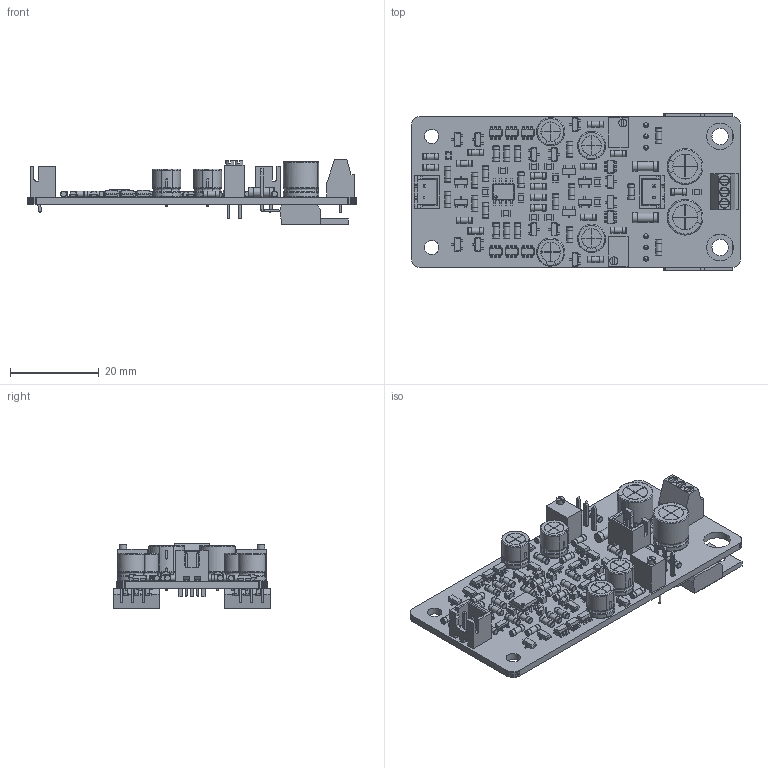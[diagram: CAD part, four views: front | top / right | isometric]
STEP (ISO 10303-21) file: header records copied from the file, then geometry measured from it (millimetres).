
FILE_DESCRIPTION(('KiCad electronic assembly'),'2;1');
FILE_NAME('Mirza-Board.step','2023-09-28T16:58:24',('Pcbnew'),('Kicad'), 'Open CASCADE STEP processor 7.7','KiCad to STEP converter','Unknown' );
FILE_SCHEMA(('AUTOMOTIVE_DESIGN { 1 0 10303 214 1 1 1 1 }'));
Length unit declared in the file: millimetre
Products named in the file (26): Mirza-Board 1; R_MiniMELF_MMA-0204; SOLID; CP_Radial_D6.3mm_P2.50mm; C_0805_2012Metric; SOT-23; Potentiometer_Bourns_3266W_Vertical; CP_Radial_D8.0mm_P3.50mm; R_MELF_MMB-0207; JST_XH_B2B-XH-A_1x02_P2.50mm_Vertical; SOT-23-6; TerminalBlock_Phoenix_MPT-0,5-3-2.54_1x03_P2.54mm_Horizontal; SOIC-8_3.9x4.9mm_P1.27mm; TO-220-3_Horizontal_TabUp; Mirza PCB
Assembly tree (105 placements, depth 3):
  Mirza-Board 1
    R_MiniMELF_MMA-0204  x37
      SOLID
    CP_Radial_D6.3mm_P2.50mm  x4
      SOLID
    C_0805_2012Metric  x13
      SOLID
    SOT-23  x18
      SOLID
    Potentiometer_Bourns_3266W_Vertical  x2
      SOLID
    CP_Radial_D8.0mm_P3.50mm  x2
      SOLID
    R_MELF_MMB-0207  x2
      SOLID
    JST_XH_B2B-XH-A_1x02_P2.50mm_Vertical  x2
      SOLID
    SOT-23-6  x8
      SOLID
    TerminalBlock_Phoenix_MPT-0,5-3-2.54_1x03_P2.54mm_Horizontal
      SOLID
    SOIC-8_3.9x4.9mm_P1.27mm
      SOLID
    TO-220-3_Horizontal_TabUp  x2
      SOLID
    Mirza PCB
Bounding box: 74 x 35.25 x 14.63 mm (x, y, z)
Volume: 7816.2 mm3; surface area: 11865.7 mm2
Topology: 93 solids, 99 shells, 4110 faces, 9850 edges, 6086 vertices
Faces by surface type: plane 2323, cylinder 867, bspline 802, revolution 106, torus 12
Full cylindrical faces by diameter (mm): 0.46 x6, 0.5 x12, 0.6 x1, 0.8 x18, 1 x4, 1.1 x15, 1.35 x37, 1.4 x74, 1.78 x2, 2 x3, 2.1 x2, 2.2 x7, 3.2 x2, 3.735 x2, 6 x2
Entity records: 65896 total; most frequent: CARTESIAN_POINT 13892, DIRECTION 8406, LINE 5549, VECTOR 5549, ORIENTED_EDGE 4546, PCURVE 4546, DEFINITIONAL_REPRESENTATION 4546, EDGE_CURVE 2273
